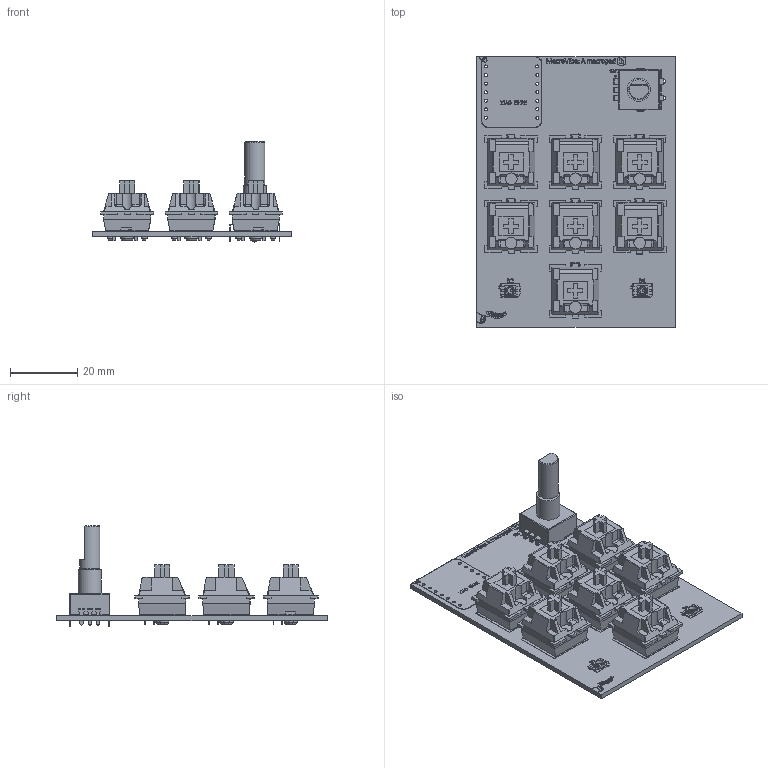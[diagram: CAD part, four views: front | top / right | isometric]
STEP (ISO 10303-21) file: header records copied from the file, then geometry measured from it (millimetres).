
FILE_DESCRIPTION(('KiCad electronic assembly'),'2;1');
FILE_NAME('keys.step','2025-06-27T10:44:24',('Pcbnew'),('Kicad'), 'Open CASCADE STEP processor 7.8','KiCad to STEP converter','Unknown' );
FILE_SCHEMA(('AUTOMOTIVE_DESIGN { 1 0 10303 214 1 1 1 1 }'));
Length unit declared in the file: millimetre
Products named in the file (9): keys 1; LED_SK6812MINI_PLCC4_3.5x3.5mm_P1.75mm; SW_Cherry_MX_1.00u_PCB; Component1; Component2; RotaryEncoder_Alps_EC11E-Switch_Vertical_H20mm; hackpad_silkscreen; hackpad_PCB; keys 2
Assembly tree (14 placements, depth 3):
  keys 1
    LED_SK6812MINI_PLCC4_3.5x3.5mm_P1.75mm  x2
    SW_Cherry_MX_1.00u_PCB  x7
      Component1
      Component2
    RotaryEncoder_Alps_EC11E-Switch_Vertical_H20mm
    hackpad_silkscreen
    hackpad_PCB
  keys 2
Bounding box: 59 x 80.32 x 29.7 mm (x, y, z)
Volume: 20688.1 mm3; surface area: 23470 mm2
Topology: 69 solids, 152 shells, 1399 faces, 5663 edges, 4512 vertices
Faces by surface type: plane 1003, cylinder 306, sphere 48, cone 26, torus 8, bspline 8
Full cylindrical faces by diameter (mm): 0.889 x14, 1 x5, 1.5 x14, 1.6 x14, 1.7 x14, 3.85 x7, 4 x7, 5 x1, 6 x1, 6.884 x1
Entity records: 34740 total; most frequent: CARTESIAN_POINT 7246, DIRECTION 5234, ORIENTED_EDGE 4541, EDGE_CURVE 3489, VERTEX_POINT 3107, LINE 2764, VECTOR 2764, AXIS2_PLACEMENT_3D 1235
